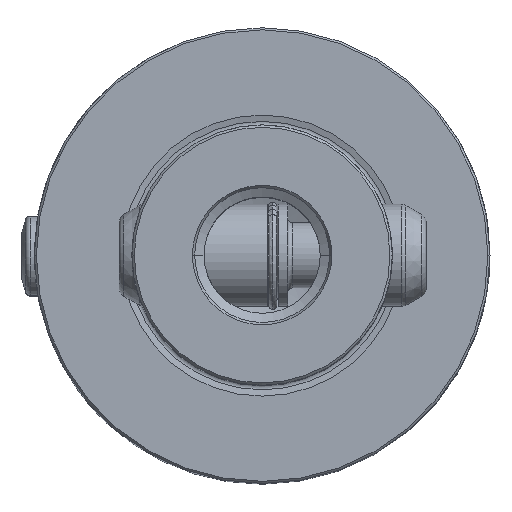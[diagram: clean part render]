
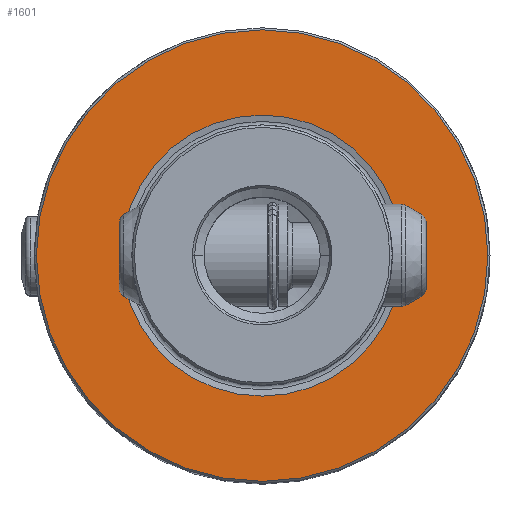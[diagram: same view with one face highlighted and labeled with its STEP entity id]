
A CAD part, top view. The second image highlights one B-rep face of the part: STEP entity #1601.
In plain terms, the highlighted planar face has unit normal (0, 0, 1).
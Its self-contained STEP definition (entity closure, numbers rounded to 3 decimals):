
#1169=VERTEX_POINT('NONE',#3345);
#1303=EDGE_CURVE('NONE',#1169,#2289,#3496,.F.);
#1601=ADVANCED_FACE('NONE',(#3832,#3833),#3834,.T.);
#2287=EDGE_CURVE('NONE',#2945,#2765,#4603,.F.);
#2289=VERTEX_POINT('NONE',#4605);
#2587=EDGE_CURVE('NONE',#2765,#2945,#4939,.F.);
#2665=EDGE_CURVE('NONE',#2289,#1169,#5023,.T.);
#2765=VERTEX_POINT('NONE',#5131);
#2945=VERTEX_POINT('NONE',#5326);
#3345=CARTESIAN_POINT('',(24.275,0.,0.0));
#3496=CIRCLE('',#6347,24.275);
#3832=FACE_OUTER_BOUND('',#7295,.T.);
#3833=FACE_BOUND('',#7296,.T.);
#3834=PLANE('',#7297);
#4603=CIRCLE('',#9970,15.112);
#4605=CARTESIAN_POINT('',(-24.275,0.,0.0));
#4939=CIRCLE('',#10509,15.112);
#5023=CIRCLE('',#10633,24.275);
#5131=CARTESIAN_POINT('',(-15.112,0.,0.0));
#5326=CARTESIAN_POINT('',(15.112,0.,0.0));
#6347=AXIS2_PLACEMENT_3D('',#12553,#12554,#12555);
#7295=EDGE_LOOP('',(#13005,#13006));
#7296=EDGE_LOOP('',(#13007,#13008));
#7297=AXIS2_PLACEMENT_3D('',#13009,#13010,#13011);
#9970=AXIS2_PLACEMENT_3D('',#13914,#13915,#13916);
#10509=AXIS2_PLACEMENT_3D('',#14322,#14323,#14324);
#10633=AXIS2_PLACEMENT_3D('',#14416,#14417,#14418);
#12553=CARTESIAN_POINT('',(0.0,0.0,0.0));
#12554=DIRECTION('',(0.0,0.0,1.0));
#12555=DIRECTION('',(-1.0,0.,0.0));
#13005=ORIENTED_EDGE('',*,*,#2665,.F.);
#13006=ORIENTED_EDGE('',*,*,#1303,.F.);
#13007=ORIENTED_EDGE('',*,*,#2287,.F.);
#13008=ORIENTED_EDGE('',*,*,#2587,.F.);
#13009=CARTESIAN_POINT('',(-14.0,0.0,0.0));
#13010=DIRECTION('',(0.0,-0.0,1.0));
#13011=DIRECTION('',(0.0,1.0,0.0));
#13914=CARTESIAN_POINT('',(0.0,0.0,0.0));
#13915=DIRECTION('',(0.0,0.0,-1.0));
#13916=DIRECTION('',(1.0,0.,0.0));
#14322=CARTESIAN_POINT('',(0.0,0.0,0.0));
#14323=DIRECTION('',(0.0,0.0,-1.0));
#14324=DIRECTION('',(1.0,0.,0.0));
#14416=CARTESIAN_POINT('',(0.0,0.0,0.0));
#14417=DIRECTION('',(0.0,0.0,-1.0));
#14418=DIRECTION('',(-1.0,0.,0.0));
